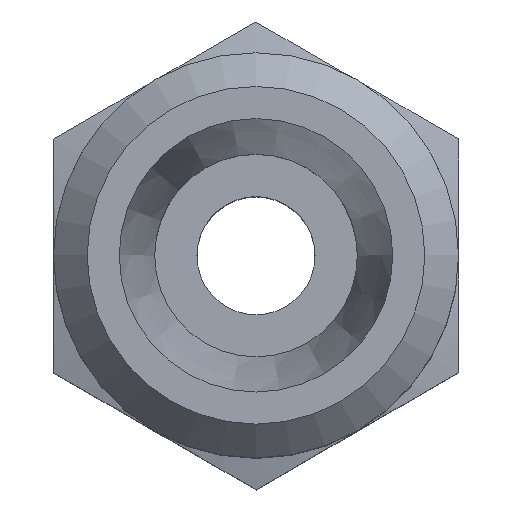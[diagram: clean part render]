
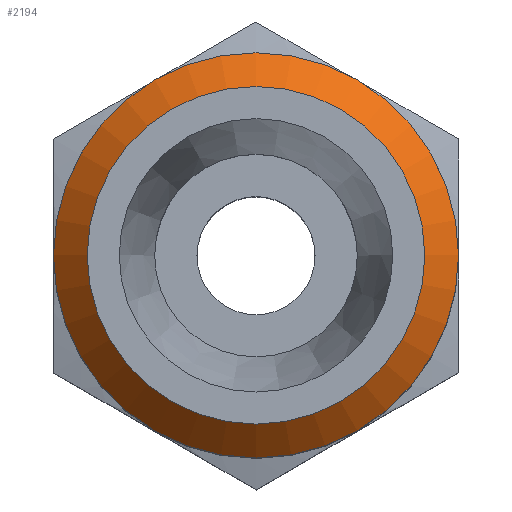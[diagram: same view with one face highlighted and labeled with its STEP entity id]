
A CAD part, top view. The second image highlights one B-rep face of the part: STEP entity #2194.
In plain terms, the highlighted conical face has half-angle 45 degrees and reference radius 5.5 mm.
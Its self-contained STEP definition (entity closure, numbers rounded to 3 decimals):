
#2160=CARTESIAN_POINT('',(0.563,11.924,21.0));
#2161=VERTEX_POINT('',#2160);
#2162=CARTESIAN_POINT('',(-5.437,11.924,21.0));
#2163=DIRECTION('',(0.0,0.0,1.0));
#2164=DIRECTION('',(-1.0,0.0,0.0));
#2165=AXIS2_PLACEMENT_3D('',#2162,#2163,#2164);
#2166=CIRCLE('',#2165,6.);
#2167=EDGE_CURVE('',#2161,#2161,#2166,.T.);
#2175=CARTESIAN_POINT('',(-5.437,11.924,21.5));
#2176=DIRECTION('',(0.0,0.0,-1.0));
#2177=DIRECTION('',(-1.0,0.0,0.0));
#2178=AXIS2_PLACEMENT_3D('',#2175,#2176,#2177);
#2179=CONICAL_SURFACE('',#2178,5.5,45.);
#2180=ORIENTED_EDGE('',*,*,#2167,.T.);
#2181=EDGE_LOOP('',(#2180));
#2182=FACE_OUTER_BOUND('',#2181,.T.);
#2183=CARTESIAN_POINT('',(-0.437,11.924,22.0));
#2184=VERTEX_POINT('',#2183);
#2185=CARTESIAN_POINT('',(-5.437,11.924,22.0));
#2186=DIRECTION('',(0.0,0.0,-1.0));
#2187=DIRECTION('',(-1.0,0.0,0.0));
#2188=AXIS2_PLACEMENT_3D('',#2185,#2186,#2187);
#2189=CIRCLE('',#2188,5.);
#2190=EDGE_CURVE('',#2184,#2184,#2189,.T.);
#2191=ORIENTED_EDGE('',*,*,#2190,.T.);
#2192=EDGE_LOOP('',(#2191));
#2193=FACE_BOUND('',#2192,.T.);
#2194=ADVANCED_FACE('',(#2182,#2193),#2179,.T.);
